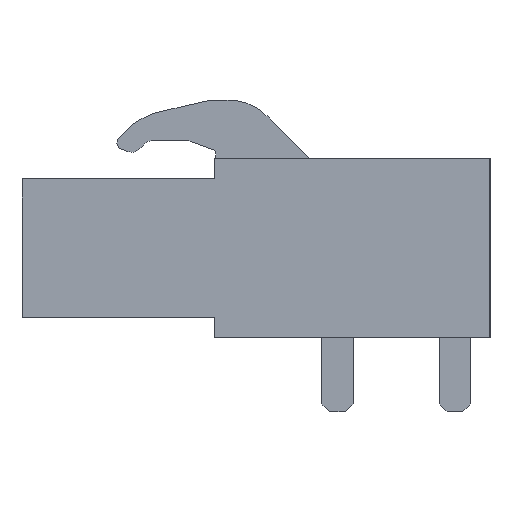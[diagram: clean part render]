
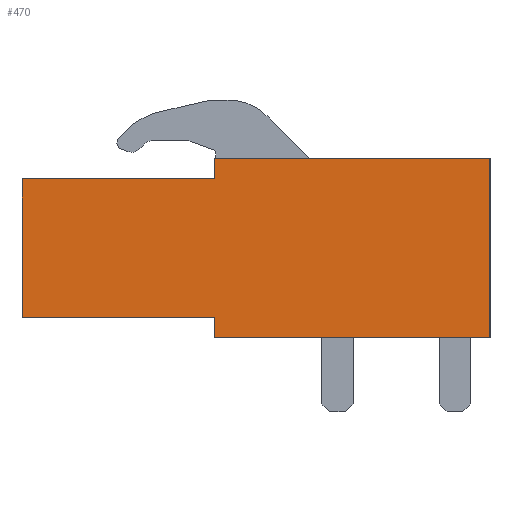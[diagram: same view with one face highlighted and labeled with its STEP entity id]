
A CAD part, left-side view. The second image highlights one B-rep face of the part: STEP entity #470.
In plain terms, the highlighted planar face has unit normal (-1, 0, 0).
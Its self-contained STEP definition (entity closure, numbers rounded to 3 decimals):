
#420=AXIS2_PLACEMENT_3D('Plane Axis2P3D',#417,#418,#419) ;
#40=CARTESIAN_POINT('Vertex',(0.,0.,3.2)) ;
#56=CARTESIAN_POINT('Vertex',(0.,0.,10.95)) ;
#59=CARTESIAN_POINT('Line Origine',(0.,0.,7.075)) ;
#89=CARTESIAN_POINT('Vertex',(0.,20.25,4.075)) ;
#92=CARTESIAN_POINT('Line Origine',(0.,20.25,7.075)) ;
#96=CARTESIAN_POINT('Vertex',(0.,20.25,10.075)) ;
#417=CARTESIAN_POINT('Axis2P3D Location',(0.,0.,3.2)) ;
#422=CARTESIAN_POINT('Line Origine',(0.,16.075,4.075)) ;
#426=CARTESIAN_POINT('Vertex',(0.,11.9,4.075)) ;
#429=CARTESIAN_POINT('Line Origine',(0.,11.9,3.638)) ;
#433=CARTESIAN_POINT('Vertex',(0.,11.9,3.2)) ;
#436=CARTESIAN_POINT('Line Origine',(0.,5.95,3.2)) ;
#441=CARTESIAN_POINT('Line Origine',(0.,5.95,10.95)) ;
#445=CARTESIAN_POINT('Vertex',(0.,11.9,10.95)) ;
#448=CARTESIAN_POINT('Line Origine',(0.,11.9,10.513)) ;
#452=CARTESIAN_POINT('Vertex',(0.,11.9,10.075)) ;
#455=CARTESIAN_POINT('Line Origine',(0.,16.075,10.075)) ;
#60=DIRECTION('Vector Direction',(0.,0.,1.)) ;
#93=DIRECTION('Vector Direction',(0.,0.,1.)) ;
#418=DIRECTION('Axis2P3D Direction',(-1.,0.,0.)) ;
#419=DIRECTION('Axis2P3D XDirection',(0.,0.,1.)) ;
#423=DIRECTION('Vector Direction',(0.,1.,0.)) ;
#430=DIRECTION('Vector Direction',(0.,0.,1.)) ;
#437=DIRECTION('Vector Direction',(0.,1.,0.)) ;
#442=DIRECTION('Vector Direction',(0.,1.,0.)) ;
#449=DIRECTION('Vector Direction',(0.,0.,-1.)) ;
#456=DIRECTION('Vector Direction',(0.,1.,0.)) ;
#61=VECTOR('Line Direction',#60,1.) ;
#94=VECTOR('Line Direction',#93,1.) ;
#424=VECTOR('Line Direction',#423,1.) ;
#431=VECTOR('Line Direction',#430,1.) ;
#438=VECTOR('Line Direction',#437,1.) ;
#443=VECTOR('Line Direction',#442,1.) ;
#450=VECTOR('Line Direction',#449,1.) ;
#457=VECTOR('Line Direction',#456,1.) ;
#461=ORIENTED_EDGE('',*,*,#428,.F.) ;
#462=ORIENTED_EDGE('',*,*,#435,.F.) ;
#463=ORIENTED_EDGE('',*,*,#440,.F.) ;
#464=ORIENTED_EDGE('',*,*,#63,.F.) ;
#465=ORIENTED_EDGE('',*,*,#447,.T.) ;
#466=ORIENTED_EDGE('',*,*,#454,.F.) ;
#467=ORIENTED_EDGE('',*,*,#459,.F.) ;
#468=ORIENTED_EDGE('',*,*,#98,.T.) ;
#470=ADVANCED_FACE('BLL 5.08/17/90 3.2 SN OR 1648460000',(#469),#421,.T.) ;
#63=EDGE_CURVE('',#57,#41,#62,.F.) ;
#98=EDGE_CURVE('',#97,#90,#95,.F.) ;
#428=EDGE_CURVE('',#427,#90,#425,.T.) ;
#435=EDGE_CURVE('',#434,#427,#432,.T.) ;
#440=EDGE_CURVE('',#41,#434,#439,.T.) ;
#447=EDGE_CURVE('',#57,#446,#444,.T.) ;
#454=EDGE_CURVE('',#453,#446,#451,.F.) ;
#459=EDGE_CURVE('',#97,#453,#458,.F.) ;
#460=EDGE_LOOP('',(#461,#462,#463,#464,#465,#466,#467,#468)) ;
#469=FACE_OUTER_BOUND('',#460,.T.) ;
#62=LINE('Line',#59,#61) ;
#95=LINE('Line',#92,#94) ;
#425=LINE('Line',#422,#424) ;
#432=LINE('Line',#429,#431) ;
#439=LINE('Line',#436,#438) ;
#444=LINE('Line',#441,#443) ;
#451=LINE('Line',#448,#450) ;
#458=LINE('Line',#455,#457) ;
#421=PLANE('',#420) ;
#41=VERTEX_POINT('',#40) ;
#57=VERTEX_POINT('',#56) ;
#90=VERTEX_POINT('',#89) ;
#97=VERTEX_POINT('',#96) ;
#427=VERTEX_POINT('',#426) ;
#434=VERTEX_POINT('',#433) ;
#446=VERTEX_POINT('',#445) ;
#453=VERTEX_POINT('',#452) ;
